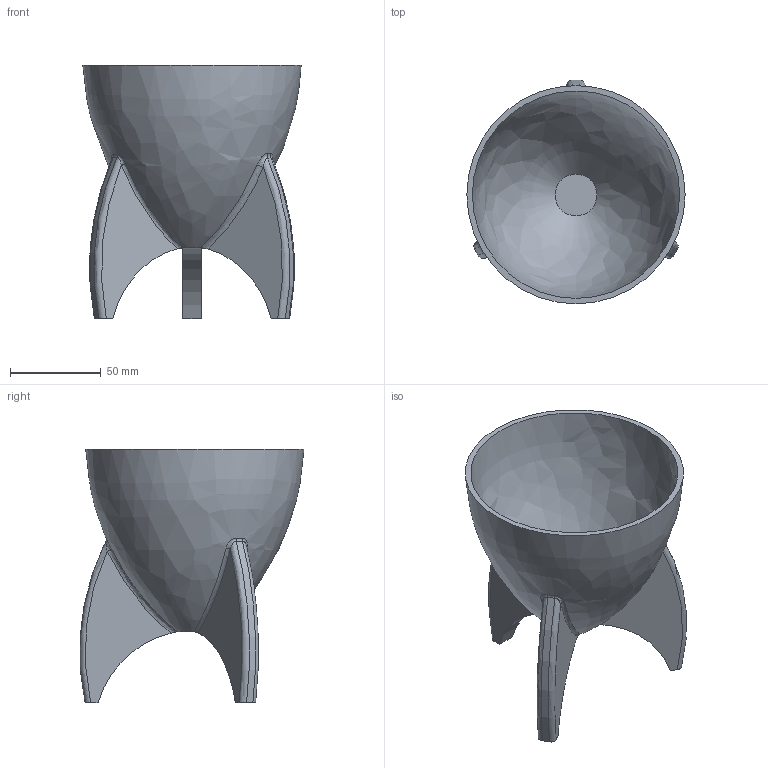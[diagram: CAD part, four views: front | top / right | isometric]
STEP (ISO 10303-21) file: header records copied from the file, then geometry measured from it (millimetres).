
FILE_DESCRIPTION(/* description */ (''),/* implementation_level */ '2;1');
FILE_NAME(/* name */ 'rocketplanta.step',/* time_stamp */ '2018-09-02T17:49:43-07:00',/* author */ ('Printfutura'),/* organization */ (''),/* preprocessor_version */ 'ST-DEVELOPER v17',/* originating_system */ 'Autodesk Translation Framework v7.1.0.215',/* authorisation */ '');
FILE_SCHEMA (('AUTOMOTIVE_DESIGN { 1 0 10303 214 3 1 1 }'));
Length unit declared in the file: millimetre
Products named in the file (1): rocketplant v2
Bounding box: 120 x 123.15 x 139.62 mm (x, y, z)
Volume: 153194.9 mm3; surface area: 75452.9 mm2
Topology: 1 solids, 1 shells, 42 faces, 107 edges, 68 vertices
Faces by surface type: bspline 18, plane 12, cylinder 6, torus 6
Entity records: 1919 total; most frequent: CARTESIAN_POINT 996, ORIENTED_EDGE 214, DIRECTION 145, EDGE_CURVE 107, VERTEX_POINT 68, AXIS2_PLACEMENT_3D 65, B_SPLINE_CURVE_WITH_KNOTS 50, EDGE_LOOP 43
